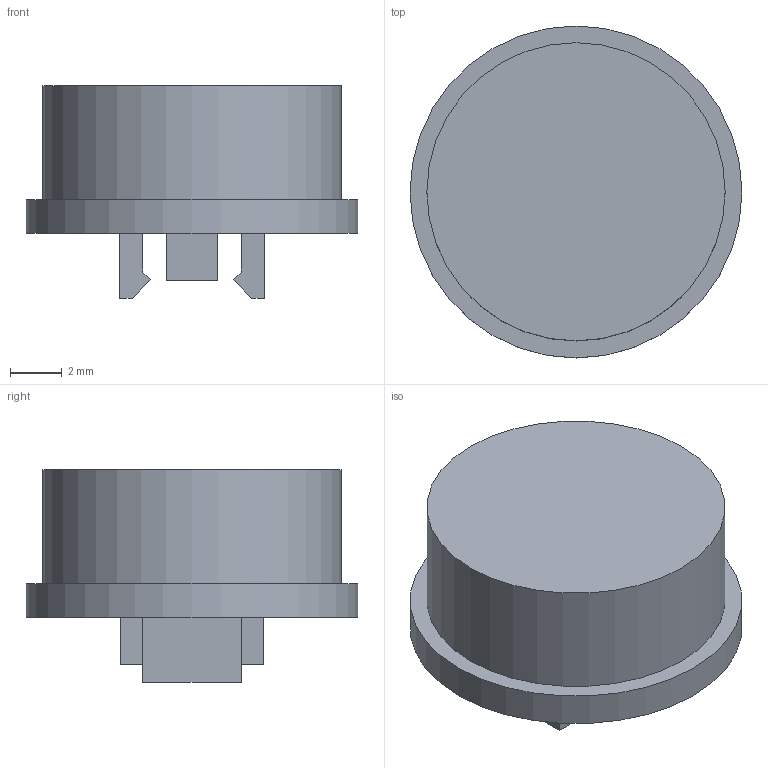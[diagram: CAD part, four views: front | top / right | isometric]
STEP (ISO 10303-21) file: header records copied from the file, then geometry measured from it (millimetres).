
FILE_DESCRIPTION(('FreeCAD Model'),'2;1');
FILE_NAME('push_button_capuchon_jaune.step','2019-08-04T10:37:20',( 'Author'),(''),'Open CASCADE STEP processor 7.3','FreeCAD','Unknown' );
FILE_SCHEMA(('AUTOMOTIVE_DESIGN { 1 0 10303 214 1 1 1 1 }'));
Length unit declared in the file: millimetre
Products named in the file (1): chapeau_bouton_poussoir_Y
Bounding box: 12.8 x 12.8 x 8.2 mm (x, y, z)
Volume: 357.6 mm3; surface area: 883.5 mm2
Topology: 1 solids, 1 shells, 43 faces, 117 edges, 78 vertices
Faces by surface type: plane 40, cylinder 3
Full cylindrical faces by diameter (mm): 9.8 x1, 11.5 x1, 12.8 x1
Entity records: 1366 total; most frequent: CARTESIAN_POINT 239, ORIENTED_EDGE 234, DIRECTION 219, EDGE_CURVE 117, LINE 103, VECTOR 103, VERTEX_POINT 78, AXIS2_PLACEMENT_3D 58
